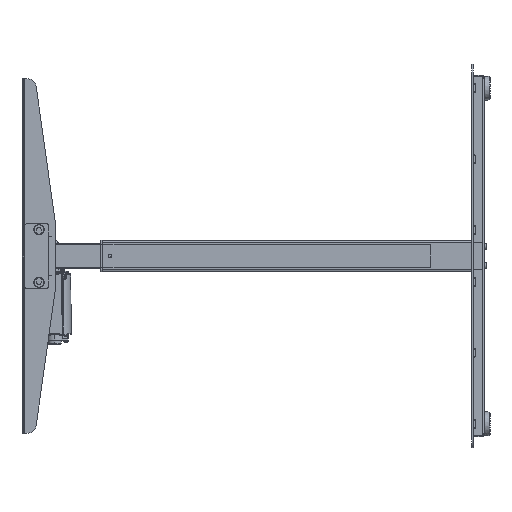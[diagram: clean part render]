
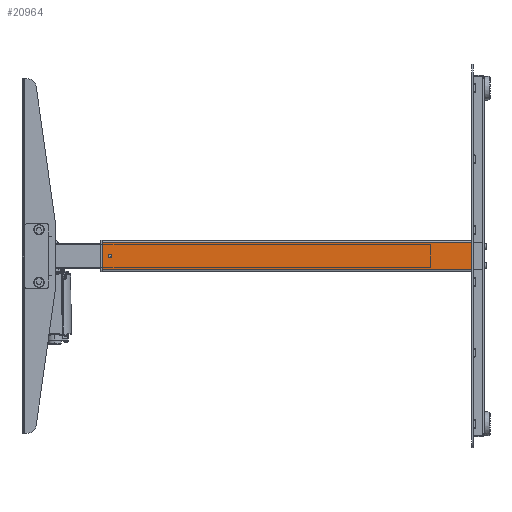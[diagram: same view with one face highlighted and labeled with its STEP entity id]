
A CAD part, left-side view. The second image highlights one B-rep face of the part: STEP entity #20964.
In plain terms, the highlighted planar face has unit normal (-1, 0, 0).
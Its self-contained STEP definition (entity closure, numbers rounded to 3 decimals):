
#1456 = VERTEX_POINT ( 'NONE', #23891 ) ;
#3078 = VECTOR ( 'NONE', #55716, 1000. ) ;
#4808 = ORIENTED_EDGE ( 'NONE', *, *, #11262, .F. ) ;
#5217 = CARTESIAN_POINT ( 'NONE',  ( -537., 601., 21.5 ) ) ;
#6509 = DIRECTION ( 'NONE',  ( -1., 0., 0. ) ) ;
#8623 = EDGE_LOOP ( 'NONE', ( #4808, #34416 ) ) ;
#8881 = VERTEX_POINT ( 'NONE', #58884 ) ;
#11262 = EDGE_CURVE ( 'NONE', #29154, #16708, #83157, .T. ) ;
#16296 = DIRECTION ( 'NONE',  ( 1., 0., 0. ) ) ;
#16708 = VERTEX_POINT ( 'NONE', #56496 ) ;
#18064 = LINE ( 'NONE', #32829, #76009 ) ;
#18592 = CARTESIAN_POINT ( 'NONE',  ( -537., 601., 21.5 ) ) ;
#20964 = ADVANCED_FACE ( 'NONE', ( #38636, #88128 ), #22981, .F. ) ;
#22191 = CARTESIAN_POINT ( 'NONE',  ( -537., 588.5, 0. ) ) ;
#22981 = PLANE ( 'NONE',  #68053 ) ;
#23891 = CARTESIAN_POINT ( 'NONE',  ( -537., 11., -21.5 ) ) ;
#25695 = VECTOR ( 'NONE', #29805, 1000. ) ;
#26373 = ORIENTED_EDGE ( 'NONE', *, *, #63932, .T. ) ;
#26972 = AXIS2_PLACEMENT_3D ( 'NONE', #76259, #75786, #90057 ) ;
#29154 = VERTEX_POINT ( 'NONE', #78449 ) ;
#29805 = DIRECTION ( 'NONE',  ( 0., 0., 1. ) ) ;
#31592 = EDGE_CURVE ( 'NONE', #41082, #70129, #58351, .T. ) ;
#32829 = CARTESIAN_POINT ( 'NONE',  ( -537., 601., -21.5 ) ) ;
#33795 = AXIS2_PLACEMENT_3D ( 'NONE', #22191, #6509, #73073 ) ;
#34416 = ORIENTED_EDGE ( 'NONE', *, *, #79390, .F. ) ;
#38636 = FACE_BOUND ( 'NONE', #8623, .T. ) ;
#38710 = LINE ( 'NONE', #45853, #90129 ) ;
#39565 = ORIENTED_EDGE ( 'NONE', *, *, #74493, .F. ) ;
#41082 = VERTEX_POINT ( 'NONE', #78829 ) ;
#44006 = ORIENTED_EDGE ( 'NONE', *, *, #31592, .F. ) ;
#44490 = CIRCLE ( 'NONE', #33795, 2.65 ) ;
#45314 = DIRECTION ( 'NONE',  ( 0., 0., -1. ) ) ;
#45853 = CARTESIAN_POINT ( 'NONE',  ( -537., 11., 21.5 ) ) ;
#47499 = EDGE_LOOP ( 'NONE', ( #26373, #39565, #44006, #73882 ) ) ;
#55716 = DIRECTION ( 'NONE',  ( 0., -1., 0. ) ) ;
#56496 = CARTESIAN_POINT ( 'NONE',  ( -537., 588.5, -2.65 ) ) ;
#58282 = DIRECTION ( 'NONE',  ( 0., 0., 1. ) ) ;
#58351 = LINE ( 'NONE', #65462, #25695 ) ;
#58884 = CARTESIAN_POINT ( 'NONE',  ( -537., 11., 21.5 ) ) ;
#61147 = EDGE_CURVE ( 'NONE', #41082, #1456, #18064, .T. ) ;
#63932 = EDGE_CURVE ( 'NONE', #1456, #8881, #38710, .T. ) ;
#65462 = CARTESIAN_POINT ( 'NONE',  ( -537., 601., 21.5 ) ) ;
#68053 = AXIS2_PLACEMENT_3D ( 'NONE', #81008, #16296, #45314 ) ;
#69952 = LINE ( 'NONE', #18592, #3078 ) ;
#70129 = VERTEX_POINT ( 'NONE', #5217 ) ;
#73073 = DIRECTION ( 'NONE',  ( 0., 0., 1. ) ) ;
#73882 = ORIENTED_EDGE ( 'NONE', *, *, #61147, .T. ) ;
#74493 = EDGE_CURVE ( 'NONE', #70129, #8881, #69952, .T. ) ;
#75786 = DIRECTION ( 'NONE',  ( -1., 0., 0. ) ) ;
#76009 = VECTOR ( 'NONE', #76609, 1000. ) ;
#76259 = CARTESIAN_POINT ( 'NONE',  ( -537., 588.5, 0. ) ) ;
#76609 = DIRECTION ( 'NONE',  ( 0., -1., 0. ) ) ;
#78449 = CARTESIAN_POINT ( 'NONE',  ( -537., 588.5, 2.65 ) ) ;
#78829 = CARTESIAN_POINT ( 'NONE',  ( -537., 601., -21.5 ) ) ;
#79390 = EDGE_CURVE ( 'NONE', #16708, #29154, #44490, .T. ) ;
#81008 = CARTESIAN_POINT ( 'NONE',  ( -537., 601., 21.5 ) ) ;
#83157 = CIRCLE ( 'NONE', #26972, 2.65 ) ;
#88128 = FACE_OUTER_BOUND ( 'NONE', #47499, .T. ) ;
#90057 = DIRECTION ( 'NONE',  ( 0., 0., 1. ) ) ;
#90129 = VECTOR ( 'NONE', #58282, 1000. ) ;
